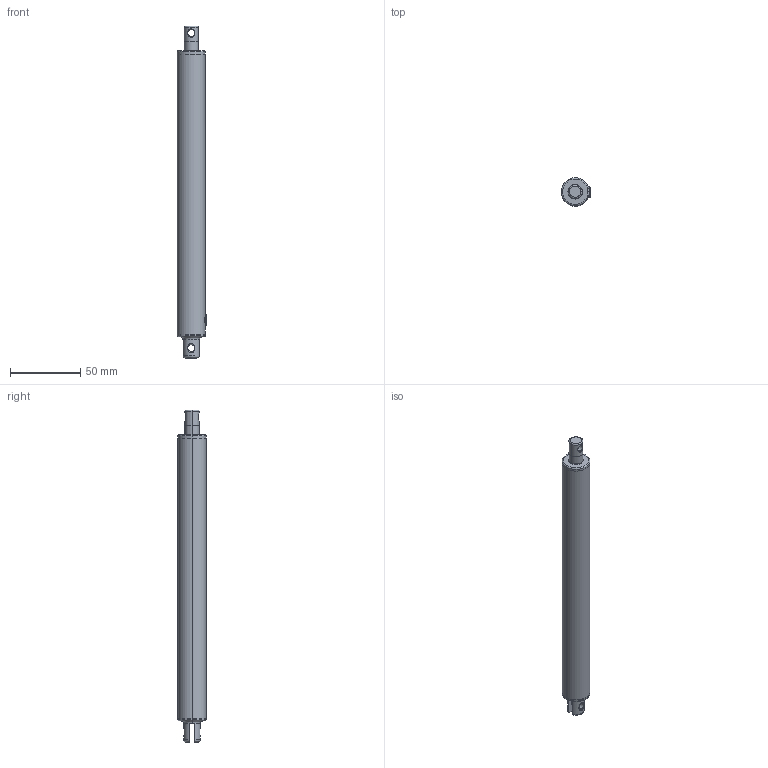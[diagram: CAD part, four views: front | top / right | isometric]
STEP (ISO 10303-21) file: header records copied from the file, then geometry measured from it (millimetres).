
FILE_DESCRIPTION((''),'2;1');
FILE_NAME('TGS_ASM','2024-11-26T',('Administrator'),(''),'PRO/ENGINEER BY PARAMETRIC TECHNOLOGY CORPORATION, 2008380','PRO/ENGINEER BY PARAMETRIC TECHNOLOGY CORPORATION, 2008380','');
FILE_SCHEMA(('CONFIG_CONTROL_DESIGN'));
Length unit declared in the file: millimetre
Products named in the file (27): _X2_591658F3_X0_; _X2_87BA6BCD_X0_; _X2_98767BA1_X0_; _X2_591695F75934_X0_; _X2_5B5463215708_X0_; _X2_8F74627F5EA7_X0_; _X2_8F74627F_X0_; _X2_4E1D6746_X0_; _X2_63217247_X0_; _X2_8F7463215708_X0_; _X2_80548F745668_X0_; _X2_7535673A_X0_; _X2_8DDD79BB5957_X0_; _X2_5C015934_X0_; _X2_98765757_X0_; _X2_540E76D6_X0_; _X2_5F397C27_X0_; _X2_7EA27EB87247_X0_; _X2_7EBF6263_X0_; _X2_7535673A56FA5B9A4EF6_X0_; _X2_7535673A53617C27_X0_; M2_X2_57CB593487BA4E1D_X0__1; M2_X2_57CB593487BA4E1D_X0__2; M2_X2_57CB593487BA4E1D_X0__3; M2_X2_57CB593487BA4E1D_X0__4; ASM0002_ASM; TGS_ASM
Assembly tree (26 placements, depth 3):
  TGS_ASM
    ASM0002_ASM
      _X2_591658F3_X0_
      _X2_87BA6BCD_X0_
      _X2_98767BA1_X0_
      _X2_591695F75934_X0_
      _X2_5B5463215708_X0_
      _X2_8F74627F5EA7_X0_
      _X2_8F74627F_X0_
      _X2_4E1D6746_X0_
      _X2_63217247_X0_
      _X2_8F7463215708_X0_
      _X2_80548F745668_X0_
      _X2_7535673A_X0_
      _X2_8DDD79BB5957_X0_
      _X2_5C015934_X0_
      _X2_98765757_X0_
      _X2_540E76D6_X0_
      _X2_5F397C27_X0_
      _X2_7EA27EB87247_X0_
      _X2_7EBF6263_X0_
      _X2_7535673A56FA5B9A4EF6_X0_
      _X2_7535673A53617C27_X0_
      M2_X2_57CB593487BA4E1D_X0__1
      M2_X2_57CB593487BA4E1D_X0__2
      M2_X2_57CB593487BA4E1D_X0__3
      M2_X2_57CB593487BA4E1D_X0__4
Bounding box: 21.1 x 20 x 237 mm (x, y, z)
Volume: 45946.8 mm3; surface area: 47652.8 mm2
Topology: 25 solids, 25 shells, 556 faces, 1443 edges, 971 vertices
Faces by surface type: plane 238, cylinder 213, cone 55, torus 26, bspline 24
Entity records: 20864 total; most frequent: CARTESIAN_POINT 6145, DIRECTION 3181, ORIENTED_EDGE 2886, EDGE_CURVE 1443, AXIS2_PLACEMENT_3D 1248, VERTEX_POINT 971, VECTOR 685, LINE 685
